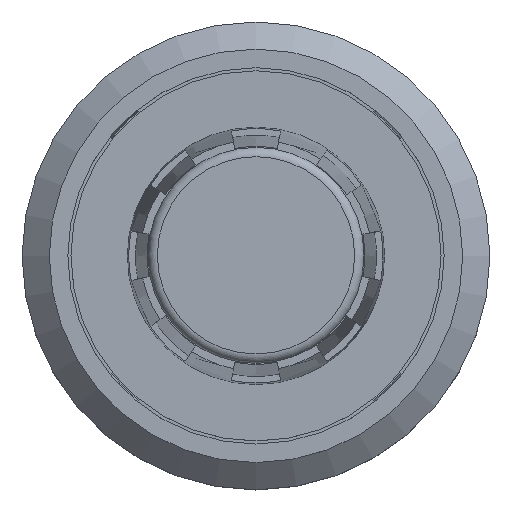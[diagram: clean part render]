
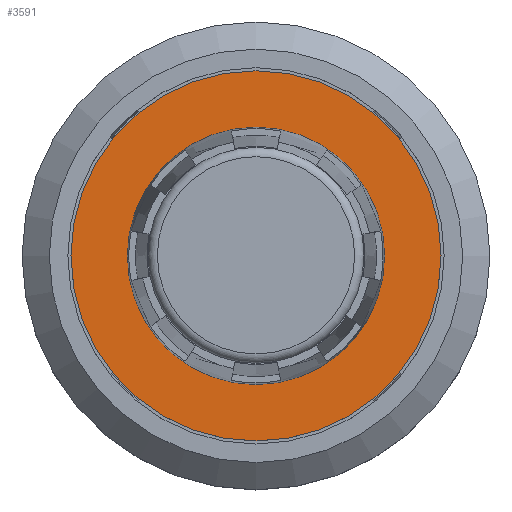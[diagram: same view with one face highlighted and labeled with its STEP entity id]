
A CAD part, top view. The second image highlights one B-rep face of the part: STEP entity #3591.
In plain terms, the highlighted planar face has unit normal (0, 0, 1).
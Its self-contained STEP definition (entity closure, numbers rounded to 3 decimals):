
#210=FACE_BOUND('',#1106,.T.);
#879=FACE_OUTER_BOUND('',#1105,.T.);
#1105=EDGE_LOOP('',(#3041,#3042));
#1106=EDGE_LOOP('',(#3043,#3044));
#1302=CIRCLE('',#3955,9.85);
#1303=CIRCLE('',#3956,9.85);
#1304=CIRCLE('',#3958,6.85);
#1305=CIRCLE('',#3959,6.85);
#1629=VERTEX_POINT('',#9015);
#1630=VERTEX_POINT('',#9017);
#1631=VERTEX_POINT('',#9021);
#1632=VERTEX_POINT('',#9022);
#2117=EDGE_CURVE('',#1629,#1630,#1302,.T.);
#2118=EDGE_CURVE('',#1630,#1629,#1303,.T.);
#2119=EDGE_CURVE('',#1631,#1632,#1304,.T.);
#2120=EDGE_CURVE('',#1632,#1631,#1305,.T.);
#3041=ORIENTED_EDGE('',*,*,#2118,.F.);
#3042=ORIENTED_EDGE('',*,*,#2117,.F.);
#3043=ORIENTED_EDGE('',*,*,#2119,.T.);
#3044=ORIENTED_EDGE('',*,*,#2120,.T.);
#3404=PLANE('',#3957);
#3591=ADVANCED_FACE('',(#879,#210),#3404,.T.);
#3955=AXIS2_PLACEMENT_3D('',#9018,#4827,#4828);
#3956=AXIS2_PLACEMENT_3D('',#9019,#4829,#4830);
#3957=AXIS2_PLACEMENT_3D('',#9020,#4831,#4832);
#3958=AXIS2_PLACEMENT_3D('',#9023,#4833,#4834);
#3959=AXIS2_PLACEMENT_3D('',#9024,#4835,#4836);
#4827=DIRECTION('center_axis',(0.,0.,
-1.));
#4828=DIRECTION('ref_axis',(0.,-1.,0.));
#4829=DIRECTION('center_axis',(0.,0.,
-1.));
#4830=DIRECTION('ref_axis',(0.,-1.,0.));
#4831=DIRECTION('center_axis',(0.,0.,
1.));
#4832=DIRECTION('ref_axis',(-1.,0.,0.));
#4833=DIRECTION('center_axis',(0.,0.,
-1.));
#4834=DIRECTION('ref_axis',(1.,0.,0.));
#4835=DIRECTION('center_axis',(0.,0.,
-1.));
#4836=DIRECTION('ref_axis',(1.,0.,0.));
#9015=CARTESIAN_POINT('',(0.,9.85,25.24));
#9017=CARTESIAN_POINT('',(0.,-9.85,25.24));
#9018=CARTESIAN_POINT('Origin',(0.,0.,
25.24));
#9019=CARTESIAN_POINT('Origin',(0.,0.,
25.24));
#9020=CARTESIAN_POINT('Origin',(0.,-6.5,
25.24));
#9021=CARTESIAN_POINT('',(6.85,0.,25.24));
#9022=CARTESIAN_POINT('',(-6.85,0.,25.24));
#9023=CARTESIAN_POINT('Origin',(0.,0.,
25.24));
#9024=CARTESIAN_POINT('Origin',(0.,0.,
25.24));
